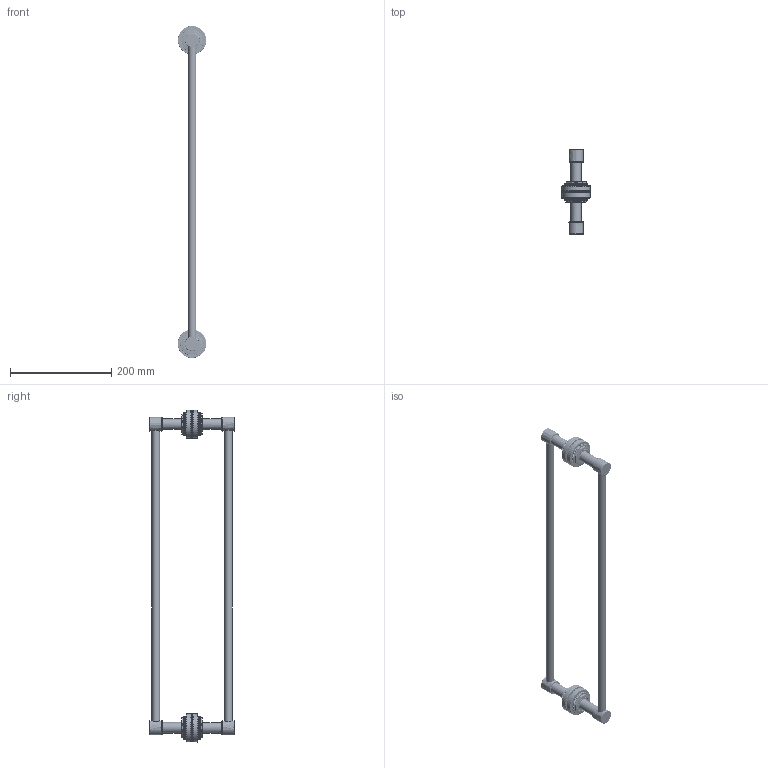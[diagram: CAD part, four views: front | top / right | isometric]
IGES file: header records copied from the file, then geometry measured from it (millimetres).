
Global section: file name: N7766-K; native system: Autodesk Inventor 2020; preprocessor: unknown; author: adaniels; date: 20220802.090426; units: millimetre
Bounding box: 56.36 x 168.47 x 656.24 mm (x, y, z)
Volume: 278176.3 mm3; surface area: 235432.8 mm2
Topology: 32 solids, 32 shells, 17274 faces, 37200 edges, 20042 vertices
Faces by surface type: bspline 17274
